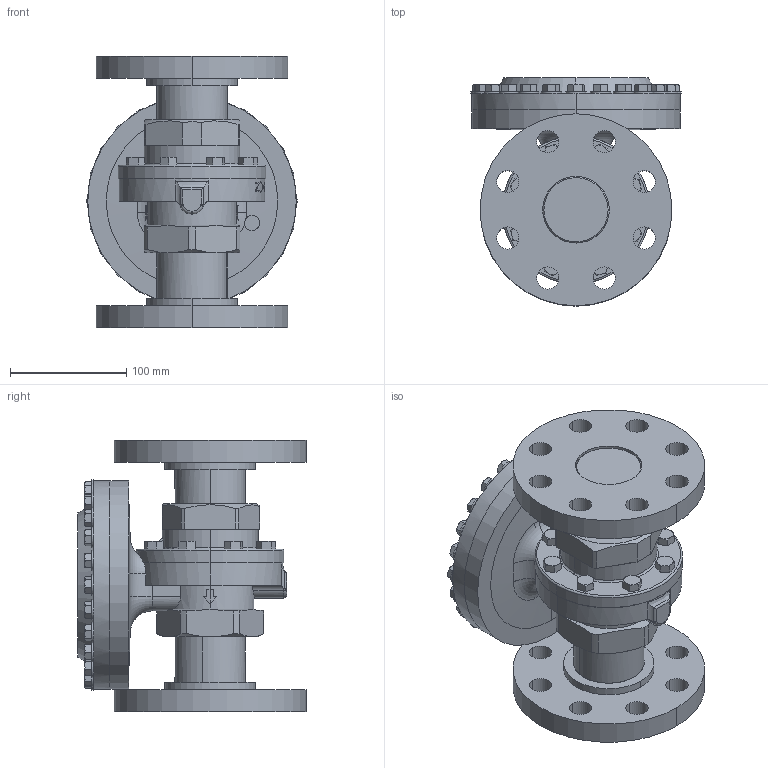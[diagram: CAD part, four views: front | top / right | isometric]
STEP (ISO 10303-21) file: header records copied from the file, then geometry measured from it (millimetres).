
FILE_DESCRIPTION (( 'STEP AP203' ), '1' );
FILE_NAME ('56-200-BR+DI-F3.step', '2017-10-04T15:19:11', ( '' ), ( '' ), 'SwSTEP 2.0', 'SolidWorks 2014', '' );
FILE_SCHEMA (( 'CONFIG_CONTROL_DESIGN' ));
Length unit declared in the file: inch
Products named in the file (1): 56-200-BR+DI-F3
Bounding box: 181 x 196.18 x 233.39 mm (x, y, z)
Volume: 2880912.9 mm3; surface area: 267781.9 mm2
Topology: 1 solids, 1 shells, 810 faces, 1975 edges, 1221 vertices
Faces by surface type: plane 366, cone 228, cylinder 151, bspline 52, torus 13
Entity records: 36609 total; most frequent: CARTESIAN_POINT 18273, ORIENTED_EDGE 3950, DIRECTION 3566, EDGE_CURVE 1975, AXIS2_PLACEMENT_3D 1412, VERTEX_POINT 1221, EDGE_LOOP 898, ADVANCED_FACE 810
